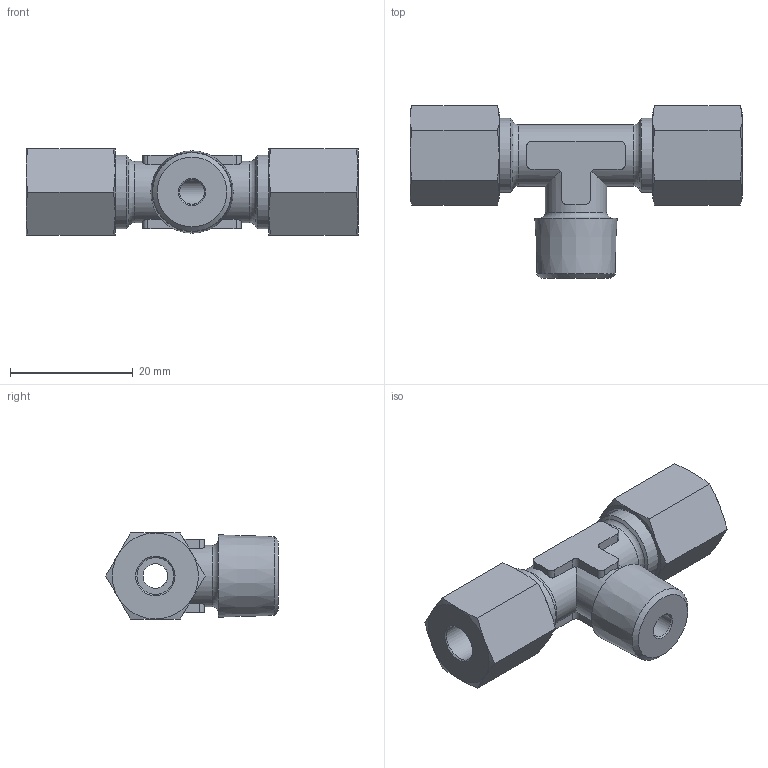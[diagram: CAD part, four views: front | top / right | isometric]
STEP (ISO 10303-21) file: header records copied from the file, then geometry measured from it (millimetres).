
FILE_DESCRIPTION(( 'OX.19.06.14.stp' ), '1');
FILE_NAME( 'OX.19.06.14.stp', '2021-03-02T09:20:22',( 'Sopra'),('sopra-pneumatic.com'), 'SwSTEP 2.0','SolidWorks 2009','' );
FILE_SCHEMA( ( 'CONFIG_CONTROL_DESIGN' ) );
Length unit declared in the file: millimetre
Products named in the file (1): _TEV-06LRK 1.4 708.3701.110.20
Bounding box: 54 x 28.08 x 14 mm (x, y, z)
Volume: 7662.5 mm3; surface area: 4600.8 mm2
Topology: 1 solids, 1 shells, 98 faces, 238 edges, 146 vertices
Faces by surface type: plane 38, cone 33, cylinder 24, torus 3
Full cylindrical faces by diameter (mm): 4 x2, 6 x2, 10 x2, 12 x2
Entity records: 2908 total; most frequent: CARTESIAN_POINT 751, ORIENTED_EDGE 426, DIRECTION 418, EDGE_CURVE 213, AXIS2_PLACEMENT_3D 174, VERTEX_POINT 143, EDGE_LOOP 128, FACE_OUTER_BOUND 109
